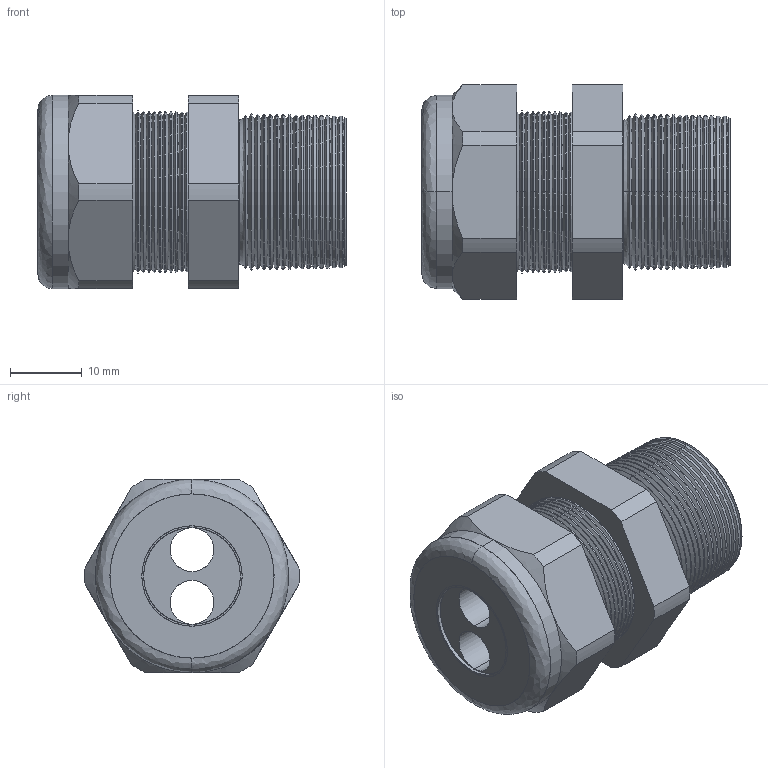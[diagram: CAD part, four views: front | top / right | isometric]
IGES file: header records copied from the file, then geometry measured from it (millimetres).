
Start section: SolidWorks IGES file using analytic representation for surfaces
Global section: file name: CD16A6-BK.IGS; native system: SolidWorks 2007; preprocessor: SolidWorks 2007; author: Administrator; date: 080623.144238; units: inch
Bounding box: 42.93 x 29.88 x 26.92 mm (x, y, z)
Surface area: 8549.1 mm2 (no closed solid volume)
Topology: 0 solids, 0 shells, 214 faces, 1422 edges, 1422 vertices
Faces by surface type: revolution 188, bspline 26
